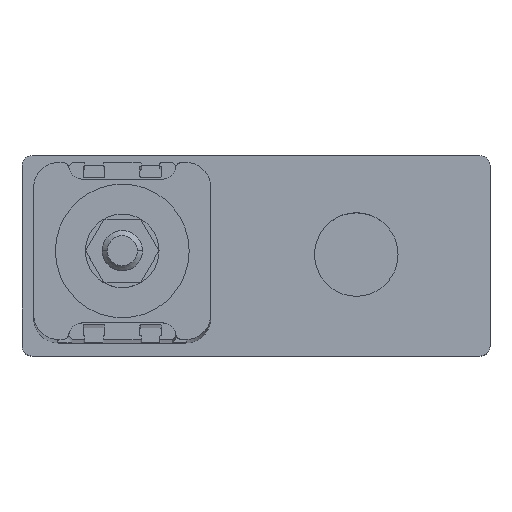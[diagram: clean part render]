
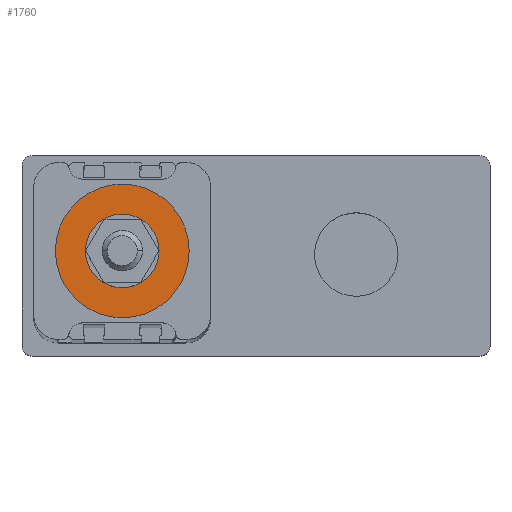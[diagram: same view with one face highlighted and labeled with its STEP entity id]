
A CAD part, top view. The second image highlights one B-rep face of the part: STEP entity #1760.
In plain terms, the highlighted planar face has unit normal (0, 0, 1).
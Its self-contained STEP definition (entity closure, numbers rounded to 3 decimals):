
#23 = DIRECTION ( 'NONE',  ( 0., 0., 1. ) ) ;
#66 = DIRECTION ( 'NONE',  ( 1., 0., 0. ) ) ;
#209 = EDGE_CURVE ( 'NONE', #2566, #4429, #6573, .T. ) ;
#263 = ORIENTED_EDGE ( 'NONE', *, *, #5327, .F. ) ;
#1002 = DIRECTION ( 'NONE',  ( 0., 0., 1. ) ) ;
#1120 = VERTEX_POINT ( 'NONE', #6239 ) ;
#1279 = EDGE_CURVE ( 'NONE', #4429, #2566, #5152, .T. ) ;
#1311 = ORIENTED_EDGE ( 'NONE', *, *, #209, .T. ) ;
#1760 = ADVANCED_FACE ( 'NONE', ( #2210, #6208 ), #2006, .T. ) ;
#1768 = CARTESIAN_POINT ( 'NONE',  ( 0., 0., 590. ) ) ;
#2006 = PLANE ( 'NONE',  #6718 ) ;
#2210 = FACE_BOUND ( 'NONE', #4474, .T. ) ;
#2289 = DIRECTION ( 'NONE',  ( 1., 0., 0. ) ) ;
#2526 = DIRECTION ( 'NONE',  ( 0., 0., 1. ) ) ;
#2566 = VERTEX_POINT ( 'NONE', #4030 ) ;
#2829 = ORIENTED_EDGE ( 'NONE', *, *, #1279, .T. ) ;
#3630 = AXIS2_PLACEMENT_3D ( 'NONE', #4115, #1002, #4625 ) ;
#3669 = AXIS2_PLACEMENT_3D ( 'NONE', #4137, #23, #66 ) ;
#4030 = CARTESIAN_POINT ( 'NONE',  ( 20., 0., 590. ) ) ;
#4115 = CARTESIAN_POINT ( 'NONE',  ( 0., 0., 590. ) ) ;
#4137 = CARTESIAN_POINT ( 'NONE',  ( 0., 0., 590. ) ) ;
#4238 = VERTEX_POINT ( 'NONE', #4432 ) ;
#4429 = VERTEX_POINT ( 'NONE', #5087 ) ;
#4432 = CARTESIAN_POINT ( 'NONE',  ( -11., 0., 590. ) ) ;
#4474 = EDGE_LOOP ( 'NONE', ( #263, #5889 ) ) ;
#4616 = AXIS2_PLACEMENT_3D ( 'NONE', #1768, #5400, #2289 ) ;
#4625 = DIRECTION ( 'NONE',  ( 1., 0., 0. ) ) ;
#4693 = CARTESIAN_POINT ( 'NONE',  ( 0., 0., 590. ) ) ;
#4879 = EDGE_LOOP ( 'NONE', ( #2829, #1311 ) ) ;
#5087 = CARTESIAN_POINT ( 'NONE',  ( -20., 0., 590. ) ) ;
#5152 = CIRCLE ( 'NONE', #3669, 20. ) ;
#5255 = CIRCLE ( 'NONE', #3630, 11. ) ;
#5276 = CIRCLE ( 'NONE', #4616, 11. ) ;
#5327 = EDGE_CURVE ( 'NONE', #4238, #1120, #5276, .T. ) ;
#5346 = AXIS2_PLACEMENT_3D ( 'NONE', #4693, #5815, #5607 ) ;
#5400 = DIRECTION ( 'NONE',  ( 0., 0., 1. ) ) ;
#5607 = DIRECTION ( 'NONE',  ( 1., 0., 0. ) ) ;
#5815 = DIRECTION ( 'NONE',  ( 0., 0., 1. ) ) ;
#5889 = ORIENTED_EDGE ( 'NONE', *, *, #6621, .F. ) ;
#6168 = DIRECTION ( 'NONE',  ( 1., 0., 0. ) ) ;
#6208 = FACE_OUTER_BOUND ( 'NONE', #4879, .T. ) ;
#6239 = CARTESIAN_POINT ( 'NONE',  ( 11., 0., 590. ) ) ;
#6573 = CIRCLE ( 'NONE', #5346, 20. ) ;
#6621 = EDGE_CURVE ( 'NONE', #1120, #4238, #5255, .T. ) ;
#6650 = CARTESIAN_POINT ( 'NONE',  ( 0., 0., 590. ) ) ;
#6718 = AXIS2_PLACEMENT_3D ( 'NONE', #6650, #2526, #6168 ) ;
